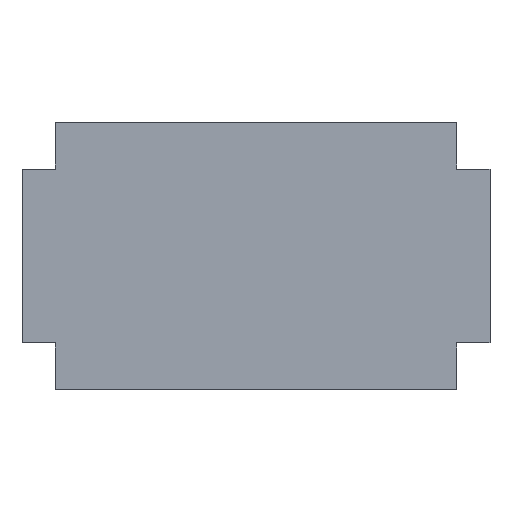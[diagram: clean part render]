
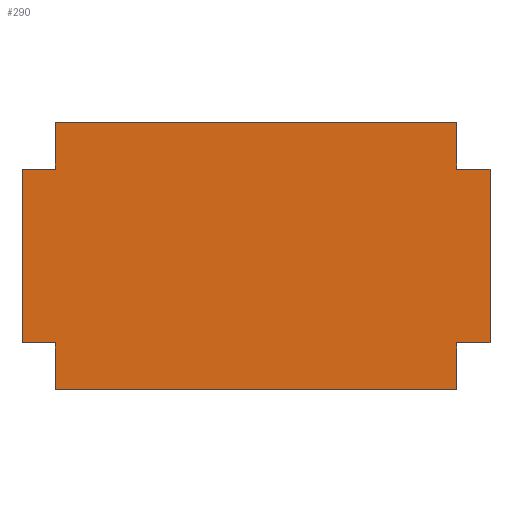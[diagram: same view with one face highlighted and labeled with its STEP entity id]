
A CAD part, front view. The second image highlights one B-rep face of the part: STEP entity #290.
In plain terms, the highlighted planar face has unit normal (0, -1, 0).
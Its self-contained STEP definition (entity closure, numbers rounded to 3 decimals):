
#8 = CARTESIAN_POINT ( 'NONE',  ( -1.5, 0., -1. ) ) ;
#11 = CARTESIAN_POINT ( 'NONE',  ( 1.5, 0., -0.65 ) ) ;
#14 = VERTEX_POINT ( 'NONE', #115 ) ;
#20 = VECTOR ( 'NONE', #252, 1000. ) ;
#33 = DIRECTION ( 'NONE',  ( 1., 0., 0. ) ) ;
#35 = VECTOR ( 'NONE', #33, 1000. ) ;
#37 = VERTEX_POINT ( 'NONE', #408 ) ;
#38 = CARTESIAN_POINT ( 'NONE',  ( -1.5, 0., 0.65 ) ) ;
#47 = DIRECTION ( 'NONE',  ( 0., 0., -1. ) ) ;
#52 = ORIENTED_EDGE ( 'NONE', *, *, #415, .T. ) ;
#53 = DIRECTION ( 'NONE',  ( 0., -1., 0. ) ) ;
#54 = CARTESIAN_POINT ( 'NONE',  ( -1.5, 0., 1. ) ) ;
#56 = LINE ( 'NONE', #480, #383 ) ;
#58 = LINE ( 'NONE', #420, #447 ) ;
#60 = EDGE_CURVE ( 'NONE', #399, #37, #90, .T. ) ;
#79 = LINE ( 'NONE', #449, #192 ) ;
#86 = PLANE ( 'NONE',  #490 ) ;
#90 = LINE ( 'NONE', #279, #35 ) ;
#94 = EDGE_CURVE ( 'NONE', #438, #259, #79, .T. ) ;
#99 = ORIENTED_EDGE ( 'NONE', *, *, #293, .F. ) ;
#110 = DIRECTION ( 'NONE',  ( 0., 0., 1. ) ) ;
#111 = VECTOR ( 'NONE', #47, 1000. ) ;
#115 = CARTESIAN_POINT ( 'NONE',  ( -1.75, 0., 0.65 ) ) ;
#116 = LINE ( 'NONE', #167, #497 ) ;
#138 = DIRECTION ( 'NONE',  ( -1., 0., 0. ) ) ;
#139 = DIRECTION ( 'NONE',  ( -1., 0., 0. ) ) ;
#146 = DIRECTION ( 'NONE',  ( 1., 0., 0. ) ) ;
#150 = ORIENTED_EDGE ( 'NONE', *, *, #157, .F. ) ;
#157 = EDGE_CURVE ( 'NONE', #406, #37, #424, .T. ) ;
#166 = VERTEX_POINT ( 'NONE', #38 ) ;
#167 = CARTESIAN_POINT ( 'NONE',  ( 1.5, 0., 1. ) ) ;
#170 = CARTESIAN_POINT ( 'NONE',  ( 1.5, 0., 0.65 ) ) ;
#173 = DIRECTION ( 'NONE',  ( 0., 0., -1. ) ) ;
#192 = VECTOR ( 'NONE', #332, 1000. ) ;
#209 = FACE_OUTER_BOUND ( 'NONE', #472, .T. ) ;
#210 = DIRECTION ( 'NONE',  ( 0., 0., 1. ) ) ;
#212 = VERTEX_POINT ( 'NONE', #241 ) ;
#214 = CARTESIAN_POINT ( 'NONE',  ( 1.5, 0., 1. ) ) ;
#215 = CARTESIAN_POINT ( 'NONE',  ( 1.5, 0., 1. ) ) ;
#224 = ORIENTED_EDGE ( 'NONE', *, *, #347, .F. ) ;
#227 = EDGE_CURVE ( 'NONE', #300, #212, #327, .T. ) ;
#233 = ORIENTED_EDGE ( 'NONE', *, *, #380, .F. ) ;
#241 = CARTESIAN_POINT ( 'NONE',  ( 1.5, 0., 0.65 ) ) ;
#252 = DIRECTION ( 'NONE',  ( -1., 0., 0. ) ) ;
#254 = VERTEX_POINT ( 'NONE', #214 ) ;
#259 = VERTEX_POINT ( 'NONE', #381 ) ;
#260 = CARTESIAN_POINT ( 'NONE',  ( 1.75, 0., 0.65 ) ) ;
#262 = CARTESIAN_POINT ( 'NONE',  ( -1.75, 0., -0.65 ) ) ;
#269 = DIRECTION ( 'NONE',  ( 0., 0., -1. ) ) ;
#277 = VECTOR ( 'NONE', #139, 1000. ) ;
#279 = CARTESIAN_POINT ( 'NONE',  ( -1.5, 0., -0.65 ) ) ;
#280 = ORIENTED_EDGE ( 'NONE', *, *, #393, .F. ) ;
#290 = ADVANCED_FACE ( 'NONE', ( #209 ), #86, .T. ) ;
#293 = EDGE_CURVE ( 'NONE', #254, #212, #365, .T. ) ;
#300 = VERTEX_POINT ( 'NONE', #260 ) ;
#302 = CARTESIAN_POINT ( 'NONE',  ( 1.5, 0., -1. ) ) ;
#303 = VECTOR ( 'NONE', #138, 1000. ) ;
#305 = VERTEX_POINT ( 'NONE', #421 ) ;
#322 = EDGE_CURVE ( 'NONE', #259, #300, #58, .T. ) ;
#327 = LINE ( 'NONE', #170, #20 ) ;
#330 = DIRECTION ( 'NONE',  ( 0., 0., 1. ) ) ;
#332 = DIRECTION ( 'NONE',  ( 1., 0., 0. ) ) ;
#333 = LINE ( 'NONE', #435, #390 ) ;
#347 = EDGE_CURVE ( 'NONE', #438, #352, #116, .T. ) ;
#352 = VERTEX_POINT ( 'NONE', #302 ) ;
#365 = LINE ( 'NONE', #215, #111 ) ;
#372 = EDGE_CURVE ( 'NONE', #14, #399, #333, .T. ) ;
#378 = ORIENTED_EDGE ( 'NONE', *, *, #227, .T. ) ;
#380 = EDGE_CURVE ( 'NONE', #352, #406, #509, .T. ) ;
#381 = CARTESIAN_POINT ( 'NONE',  ( 1.75, 0., -0.65 ) ) ;
#382 = CARTESIAN_POINT ( 'NONE',  ( 0., 0., 0. ) ) ;
#383 = VECTOR ( 'NONE', #110, 1000. ) ;
#390 = VECTOR ( 'NONE', #269, 1000. ) ;
#393 = EDGE_CURVE ( 'NONE', #305, #254, #430, .T. ) ;
#399 = VERTEX_POINT ( 'NONE', #262 ) ;
#406 = VERTEX_POINT ( 'NONE', #473 ) ;
#408 = CARTESIAN_POINT ( 'NONE',  ( -1.5, 0., -0.65 ) ) ;
#410 = VECTOR ( 'NONE', #330, 1000. ) ;
#415 = EDGE_CURVE ( 'NONE', #166, #14, #416, .T. ) ;
#416 = LINE ( 'NONE', #514, #303 ) ;
#417 = CARTESIAN_POINT ( 'NONE',  ( -1.5, 0., 1. ) ) ;
#420 = CARTESIAN_POINT ( 'NONE',  ( 1.75, 0., 0.65 ) ) ;
#421 = CARTESIAN_POINT ( 'NONE',  ( -1.5, 0., 1. ) ) ;
#424 = LINE ( 'NONE', #417, #410 ) ;
#430 = LINE ( 'NONE', #54, #471 ) ;
#435 = CARTESIAN_POINT ( 'NONE',  ( -1.75, 0., 0.65 ) ) ;
#438 = VERTEX_POINT ( 'NONE', #11 ) ;
#447 = VECTOR ( 'NONE', #210, 1000. ) ;
#449 = CARTESIAN_POINT ( 'NONE',  ( 1.5, 0., -0.65 ) ) ;
#451 = ORIENTED_EDGE ( 'NONE', *, *, #60, .T. ) ;
#459 = ORIENTED_EDGE ( 'NONE', *, *, #94, .T. ) ;
#460 = ORIENTED_EDGE ( 'NONE', *, *, #322, .T. ) ;
#467 = ORIENTED_EDGE ( 'NONE', *, *, #535, .F. ) ;
#471 = VECTOR ( 'NONE', #146, 1000. ) ;
#472 = EDGE_LOOP ( 'NONE', ( #99, #280, #467, #52, #530, #451, #150, #233, #224, #459, #460, #378 ) ) ;
#473 = CARTESIAN_POINT ( 'NONE',  ( -1.5, 0., -1. ) ) ;
#480 = CARTESIAN_POINT ( 'NONE',  ( -1.5, 0., 1. ) ) ;
#490 = AXIS2_PLACEMENT_3D ( 'NONE', #382, #53, #173 ) ;
#497 = VECTOR ( 'NONE', #539, 1000. ) ;
#509 = LINE ( 'NONE', #8, #277 ) ;
#514 = CARTESIAN_POINT ( 'NONE',  ( -1.5, 0., 0.65 ) ) ;
#530 = ORIENTED_EDGE ( 'NONE', *, *, #372, .T. ) ;
#535 = EDGE_CURVE ( 'NONE', #166, #305, #56, .T. ) ;
#539 = DIRECTION ( 'NONE',  ( 0., 0., -1. ) ) ;
